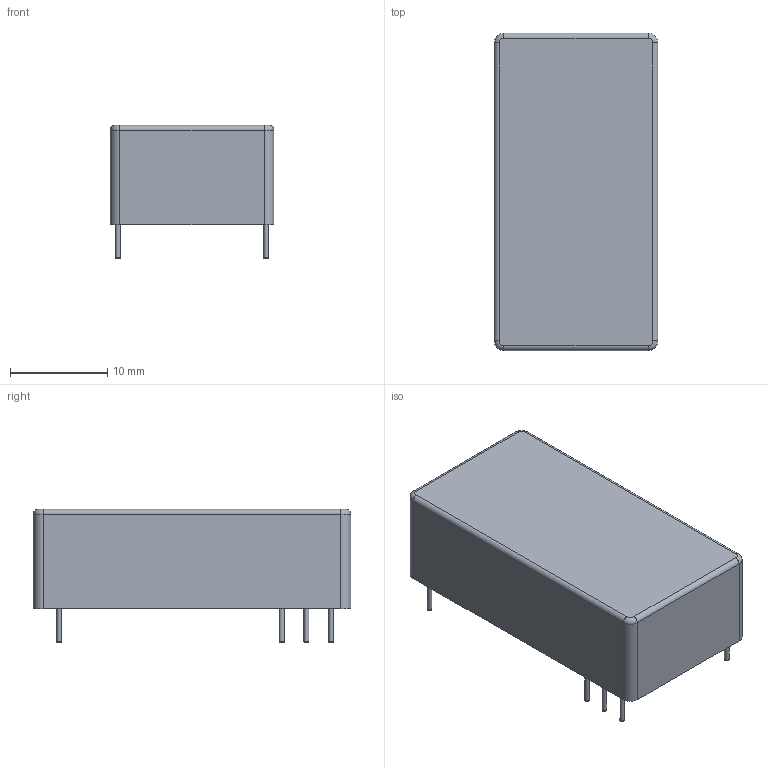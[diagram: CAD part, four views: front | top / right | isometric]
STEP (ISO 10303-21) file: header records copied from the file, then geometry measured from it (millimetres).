
FILE_DESCRIPTION(/* description */ ('model of DCDC-Conv_BOTHHAND_CFUSxxxx-Serie'),/* implementation_level */ '2;1');
FILE_NAME(/* name */ 'DCDC-Conv_BOTHHAND_CFUSxxxx-Serie.step',/* time_stamp */ '2017-11-05T10:03:34',/* author */ ('kicad StepUp','ksu'),/* organization */ ('FreeCAD'),/* preprocessor_version */ 'OCC',/* originating_system */ 'kicad StepUp',/* authorisation */ '');
FILE_SCHEMA(('AUTOMOTIVE_DESIGN { 1 0 10303 214 1 1 1 1 }'));
Length unit declared in the file: millimetre
Products named in the file (5): ASSEMBLY; DCDC_Conv_BOTHHAND_CFUSxxxx_Serie001; Shape0_28798430717; Shape0_287483987772; DCDC_Conv_BOTHHAND_CFUSxxxx_Serie
Assembly tree (4 placements, depth 2):
  ASSEMBLY
    DCDC_Conv_BOTHHAND_CFUSxxxx_Serie001
    Shape0_28798430717
    Shape0_287483987772
    DCDC_Conv_BOTHHAND_CFUSxxxx_Serie
Bounding box: 16.8 x 32.6 x 13.7 mm (x, y, z)
Surface area: 4173.8 mm2
Topology: 11 solids, 11 shells, 74 faces, 132 edges, 80 vertices
Faces by surface type: plane 34, cylinder 24, torus 16
Full cylindrical faces by diameter (mm): 0.5 x8
Entity records: 1104 total; most frequent: ORIENTED_EDGE 167, CARTESIAN_POINT 127, AXIS2_PLACEMENT_3D 113, EDGE_CURVE 102, ADVANCED_FACE 69, FACE_BOUND 67, EDGE_LOOP 67, CIRCLE 62
